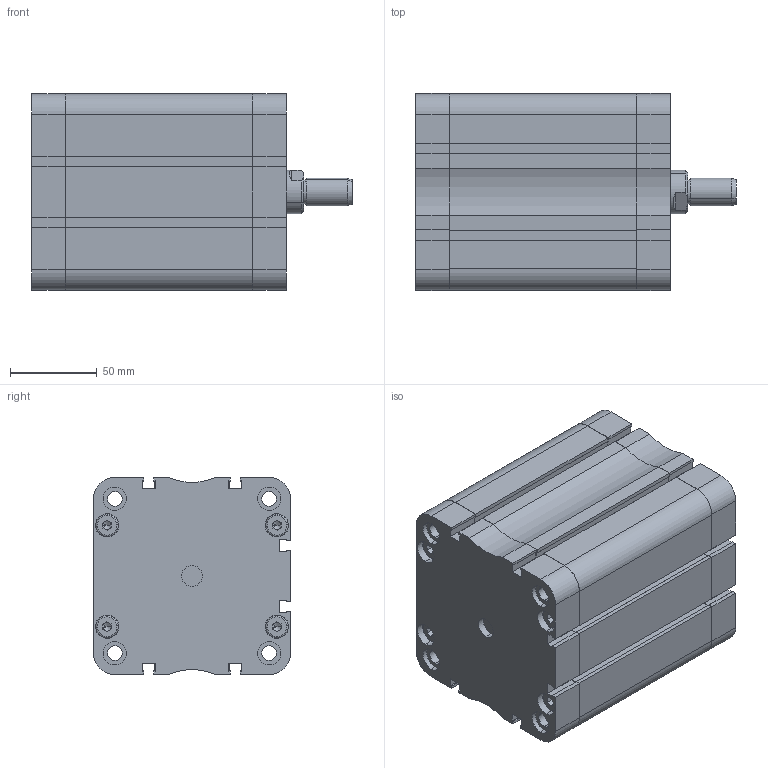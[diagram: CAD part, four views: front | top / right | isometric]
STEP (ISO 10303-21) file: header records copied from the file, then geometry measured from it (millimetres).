
FILE_DESCRIPTION (( 'STEP AP214' ), '1' );
FILE_NAME ('SM_005_100_0050_NP.STEP', '2019-11-14T07:21:22', ( '' ), ( '' ), 'SwSTEP 2.0', 'SolidWorks 2019', '' );
FILE_SCHEMA (( 'AUTOMOTIVE_DESIGN' ));
Length unit declared in the file: millimetre
Products named in the file (23): socket head thin cap screw_din_DIN 7984 - M12 x 35 --- 29.75N; Kopia SMART - U. t硂czyska^Pokrywa prz骴 kpl_SM PSM-L_U. t坥czyska - D100; Kopia SMART - U. t³oka S^T³ok kpl_SM PSM-L_U. tˆoka S - D100; Sprêzyna SM_PSM_L_100_Lo w spoczynku; Pokrywa ty³ kpl^SM PSM-L_Pok tyˆ - D100; Kopia T硂k_T坥k - D100; Tuleja^SM PSM-L_Tuleja - D100; Kopia SMART - U. t硂ka lu焠a^T硂k kpl_SM PSM-L_U. t坥ka lu玭a - D100; Przek³adka SM_PSM_D100; T³oczysko^SM PSM-L_Tˆoczysko - D100; Kopia Pokrywa przód_Smart - Pok prz¢d - D100; T硂k kpl^SM PSM-L_T坥k kpl - D100; Pokrywa przód kpl^SM PSM-L_Pokrywa prz¢d kpl - D100; Kopia SMART - U. typ Oring - pokrywa^Pokrywa prz kpl_SM PSM-L_U. typ Oring - D100; Kopia Tuleja prowadzｹca^Pokrywa prz kpl_SM PSM-L_Tuleja prowadz･ca - D100; Kopia Magnes^T³ok kpl_SM PSM-L_Magnes D100; SM_005_100_0050_NP; Kopia Pokrywa ty³^Pokrywa ty³ kpl_SM PSM-L_Smart - Pok tyˆ - D100; Kopia SMART - U. typ Oring - pokrywa^Pokrywa tyｳ kpl_SM PSM-L_U. typ Oring - D100; Sprêzyna SM_PSM_L_100_L1 napi©cie wst©pne; Kopia SMART - U. t硂ka wklejana^T硂k kpl_SM PSM-L_U. t坥ka wklejana - D100; Kopia Pierœcieñ prowadz¹cy^T³ok kpl_SM PSM-L_Pier˜cieä prowadz¥cy D100; socket head thin cap screw_din_DIN 7984 - M8 x 25 --- 21.25N
Assembly tree (29 placements, depth 3):
  SM_005_100_0050_NP
    Pokrywa przód kpl^SM PSM-L_Pokrywa prz¢d kpl - D100
      Kopia Pokrywa przód_Smart - Pok prz¢d - D100
      Kopia SMART - U. typ Oring - pokrywa^Pokrywa prz kpl_SM PSM-L_U. typ Oring - D100
      Kopia Tuleja prowadzｹca^Pokrywa prz kpl_SM PSM-L_Tuleja prowadz･ca - D100
      Kopia SMART - U. t硂czyska^Pokrywa prz骴 kpl_SM PSM-L_U. t坥czyska - D100
    Tuleja^SM PSM-L_Tuleja - D100
    Pokrywa ty³ kpl^SM PSM-L_Pok tyˆ - D100
      Kopia Pokrywa ty³^Pokrywa ty³ kpl_SM PSM-L_Smart - Pok tyˆ - D100
      Kopia SMART - U. typ Oring - pokrywa^Pokrywa tyｳ kpl_SM PSM-L_U. typ Oring - D100
    T硂k kpl^SM PSM-L_T坥k kpl - D100
      Kopia T硂k_T坥k - D100
      Kopia Magnes^T³ok kpl_SM PSM-L_Magnes D100
      Kopia Pierœcieñ prowadz¹cy^T³ok kpl_SM PSM-L_Pier˜cieä prowadz¥cy D100
      Kopia SMART - U. t硂ka lu焠a^T硂k kpl_SM PSM-L_U. t坥ka lu玭a - D100
      Kopia SMART - U. t硂ka wklejana^T硂k kpl_SM PSM-L_U. t坥ka wklejana - D100
      Kopia SMART - U. t³oka S^T³ok kpl_SM PSM-L_U. tˆoka S - D100
    T³oczysko^SM PSM-L_Tˆoczysko - D100
    socket head thin cap screw_din_DIN 7984 - M12 x 35 --- 29.75N
    socket head thin cap screw_din_DIN 7984 - M8 x 25 --- 21.25N  x8
    Przek³adka SM_PSM_D100
    Sprêzyna SM_PSM_L_100_L1 napi©cie wst©pne
    Sprêzyna SM_PSM_L_100_Lo w spoczynku
Bounding box: 185 x 113.5 x 113.5 mm (x, y, z)
Volume: 897469.6 mm3; surface area: 371065.7 mm2
Topology: 27 solids, 27 shells, 1127 faces, 2773 edges, 1777 vertices
Faces by surface type: plane 577, cylinder 307, bspline 124, cone 83, torus 36
Entity records: 39987 total; most frequent: CARTESIAN_POINT 16366, ORIENTED_EDGE 4722, DIRECTION 4474, EDGE_CURVE 2361, VERTEX_POINT 1546, AXIS2_PLACEMENT_3D 1530, VECTOR 1414, LINE 1414
